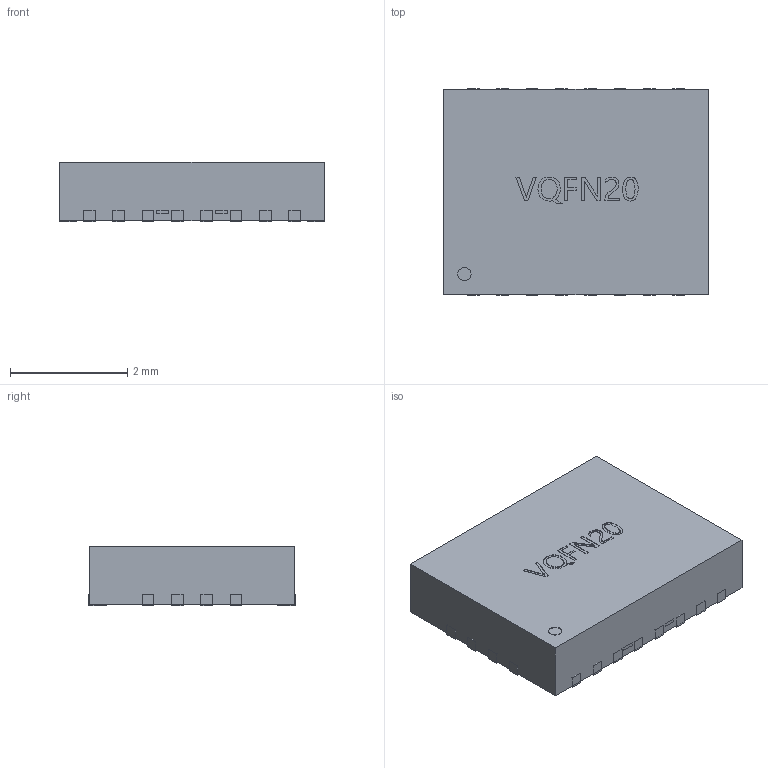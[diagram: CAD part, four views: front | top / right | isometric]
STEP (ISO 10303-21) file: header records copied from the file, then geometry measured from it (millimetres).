
FILE_DESCRIPTION (( 'STEP AP214' ), '1' );
FILE_NAME ('VQFN-20_L4.7-W3.7-P0.50.STEP', '2022-10-26T07:22:14', ( '' ), ( '' ), 'SwSTEP 2.0', 'SolidWorks 2019', '' );
FILE_SCHEMA (( 'AUTOMOTIVE_DESIGN' ));
Length unit declared in the file: millimetre
Products named in the file (1): VQFN-20_L4.7-W3.7-P0.50
Bounding box: 4.52 x 3.52 x 1.02 mm (x, y, z)
Volume: 16 mm3; surface area: 54.7 mm2
Topology: 25 solids, 25 shells, 241 faces, 540 edges, 360 vertices
Faces by surface type: plane 183, bspline 32, cylinder 26
Entity records: 8718 total; most frequent: CARTESIAN_POINT 3030, ORIENTED_EDGE 1080, DIRECTION 948, EDGE_CURVE 540, LINE 424, VECTOR 424, VERTEX_POINT 360, AXIS2_PLACEMENT_3D 262
